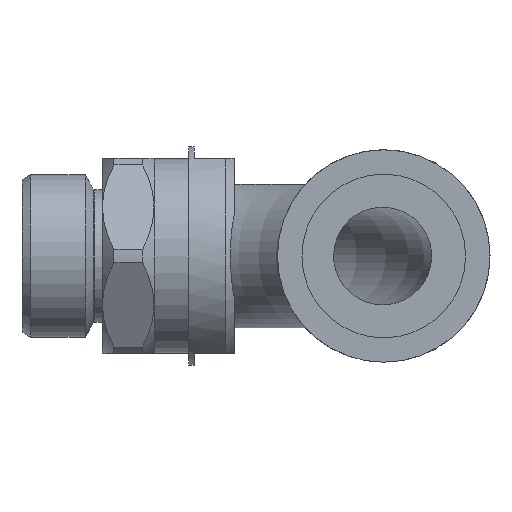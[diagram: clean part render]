
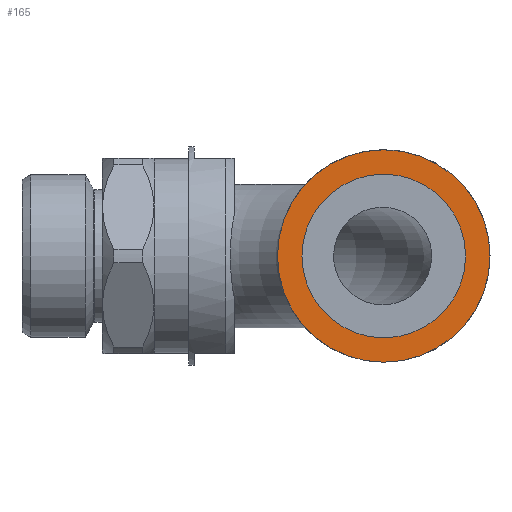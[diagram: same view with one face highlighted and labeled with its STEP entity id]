
A CAD part, left-side view. The second image highlights one B-rep face of the part: STEP entity #165.
In plain terms, the highlighted planar face has unit normal (-1, 0, 0).
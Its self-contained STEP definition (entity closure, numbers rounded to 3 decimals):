
#165 = ADVANCED_FACE( '', ( #381, #382 ), #383, .F. );
#381 = FACE_OUTER_BOUND( '', #612, .T. );
#382 = FACE_BOUND( '', #613, .T. );
#383 = PLANE( '', #614 );
#612 = EDGE_LOOP( '', ( #1300 ) );
#613 = EDGE_LOOP( '', ( #1301 ) );
#614 = AXIS2_PLACEMENT_3D( '', #1302, #1303, #1304 );
#1300 = ORIENTED_EDGE( '', *, *, #1566, .F. );
#1301 = ORIENTED_EDGE( '', *, *, #1481, .T. );
#1302 = CARTESIAN_POINT( '', ( 0., 0., 0. ) );
#1303 = DIRECTION( '', ( 1., 0., 0. ) );
#1304 = DIRECTION( '', ( 0., 0., -1. ) );
#1481 = EDGE_CURVE( '', #1793, #1793, #1794, .T. );
#1566 = EDGE_CURVE( '', #1920, #1920, #1921, .T. );
#1793 = VERTEX_POINT( '', #2807 );
#1794 = CIRCLE( '', #2808, 14.25 );
#1920 = VERTEX_POINT( '', #3092 );
#1921 = CIRCLE( '', #3093, 18.5 );
#2807 = CARTESIAN_POINT( '', ( 0., 0., -14.25 ) );
#2808 = AXIS2_PLACEMENT_3D( '', #3237, #3238, #3239 );
#3092 = CARTESIAN_POINT( '', ( 0., 0., -18.5 ) );
#3093 = AXIS2_PLACEMENT_3D( '', #3407, #3408, #3409 );
#3237 = CARTESIAN_POINT( '', ( 0., 0., 0. ) );
#3238 = DIRECTION( '', ( 1., 0., 0. ) );
#3239 = DIRECTION( '', ( 0., 0., -1. ) );
#3407 = CARTESIAN_POINT( '', ( 0., 0., 0. ) );
#3408 = DIRECTION( '', ( 1., 0., 0. ) );
#3409 = DIRECTION( '', ( 0., 0., -1. ) );
